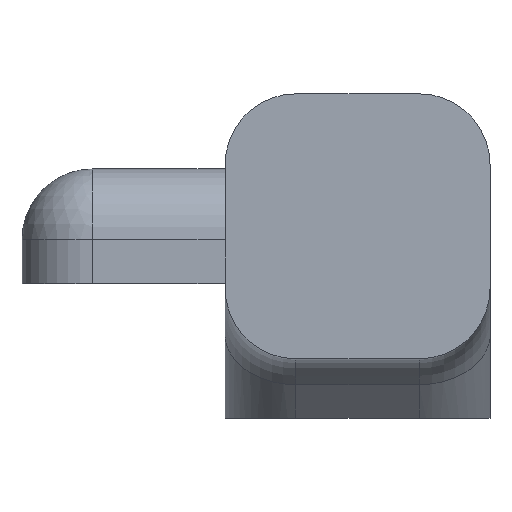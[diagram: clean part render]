
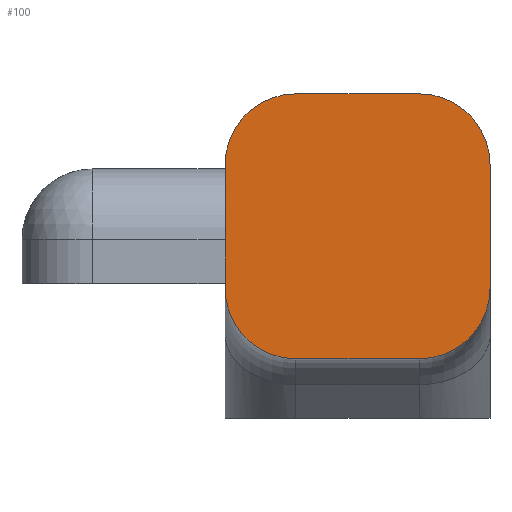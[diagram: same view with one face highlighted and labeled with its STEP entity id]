
A CAD part, left-side view. The second image highlights one B-rep face of the part: STEP entity #100.
In plain terms, the highlighted planar face has unit normal (-1, 0, 0).
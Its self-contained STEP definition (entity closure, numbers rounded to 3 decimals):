
#60=FACE_OUTER_BOUND('',#160,.T.);
#100=ADVANCED_FACE('',(#60),#140,.T.);
#140=PLANE('',#686);
#160=EDGE_LOOP('',(#317,#318,#319,#320,#321,#322,#323,#324));
#204=LINE('',#981,#255);
#210=LINE('',#999,#261);
#211=LINE('',#1003,#262);
#212=LINE('',#1007,#263);
#255=VECTOR('',#767,1.);
#261=VECTOR('',#781,1.);
#262=VECTOR('',#784,1.);
#263=VECTOR('',#787,1.);
#317=ORIENTED_EDGE('',*,*,#551,.T.);
#318=ORIENTED_EDGE('',*,*,#559,.T.);
#319=ORIENTED_EDGE('',*,*,#560,.T.);
#320=ORIENTED_EDGE('',*,*,#561,.T.);
#321=ORIENTED_EDGE('',*,*,#562,.F.);
#322=ORIENTED_EDGE('',*,*,#563,.T.);
#323=ORIENTED_EDGE('',*,*,#564,.F.);
#324=ORIENTED_EDGE('',*,*,#565,.T.);
#495=VERTEX_POINT('',#980);
#496=VERTEX_POINT('',#982);
#503=VERTEX_POINT('',#998);
#504=VERTEX_POINT('',#1000);
#505=VERTEX_POINT('',#1002);
#506=VERTEX_POINT('',#1004);
#507=VERTEX_POINT('',#1006);
#508=VERTEX_POINT('',#1008);
#551=EDGE_CURVE('',#496,#495,#204,.T.);
#559=EDGE_CURVE('',#495,#503,#640,.T.);
#560=EDGE_CURVE('',#503,#504,#210,.T.);
#561=EDGE_CURVE('',#504,#505,#641,.T.);
#562=EDGE_CURVE('',#506,#505,#211,.T.);
#563=EDGE_CURVE('',#506,#507,#642,.T.);
#564=EDGE_CURVE('',#508,#507,#212,.T.);
#565=EDGE_CURVE('',#508,#496,#643,.T.);
#640=CIRCLE('',#682,0.8);
#641=CIRCLE('',#683,0.8);
#642=CIRCLE('',#684,0.8);
#643=CIRCLE('',#685,0.8);
#682=AXIS2_PLACEMENT_3D('',#997,#779,#780);
#683=AXIS2_PLACEMENT_3D('',#1001,#782,#783);
#684=AXIS2_PLACEMENT_3D('',#1005,#785,#786);
#685=AXIS2_PLACEMENT_3D('',#1009,#788,#789);
#686=AXIS2_PLACEMENT_3D('',#1010,#790,#791);
#767=DIRECTION('',(0.,0.,-1.));
#779=DIRECTION('',(-1.,0.,0.));
#780=DIRECTION('',(0.,0.,1.));
#781=DIRECTION('',(0.,-1.,0.));
#782=DIRECTION('',(-1.,0.,0.));
#783=DIRECTION('',(0.,0.,1.));
#784=DIRECTION('',(0.,0.,-1.));
#785=DIRECTION('',(-1.,0.,0.));
#786=DIRECTION('',(0.,0.,1.));
#787=DIRECTION('',(0.,-1.,0.));
#788=DIRECTION('',(-1.,0.,0.));
#789=DIRECTION('',(0.,0.,1.));
#790=DIRECTION('',(-1.,0.,0.));
#791=DIRECTION('',(0.,0.,1.));
#980=CARTESIAN_POINT('',(-35.185,7.7,5.272));
#981=CARTESIAN_POINT('',(-35.185,7.7,0.));
#982=CARTESIAN_POINT('',(-35.185,7.7,6.672));
#997=CARTESIAN_POINT('',(-35.185,6.9,5.272));
#998=CARTESIAN_POINT('',(-35.185,6.9,4.472));
#999=CARTESIAN_POINT('',(-35.185,7.5,4.472));
#1000=CARTESIAN_POINT('',(-35.185,5.5,4.472));
#1001=CARTESIAN_POINT('',(-35.185,5.5,5.272));
#1002=CARTESIAN_POINT('',(-35.185,4.7,5.272));
#1003=CARTESIAN_POINT('',(-35.185,4.7,0.));
#1004=CARTESIAN_POINT('',(-35.185,4.7,6.672));
#1005=CARTESIAN_POINT('',(-35.185,5.5,6.672));
#1006=CARTESIAN_POINT('',(-35.185,5.5,7.472));
#1007=CARTESIAN_POINT('',(-35.185,7.5,7.472));
#1008=CARTESIAN_POINT('',(-35.185,6.9,7.472));
#1009=CARTESIAN_POINT('',(-35.185,6.9,6.672));
#1010=CARTESIAN_POINT('',(-35.185,7.5,7.472));
